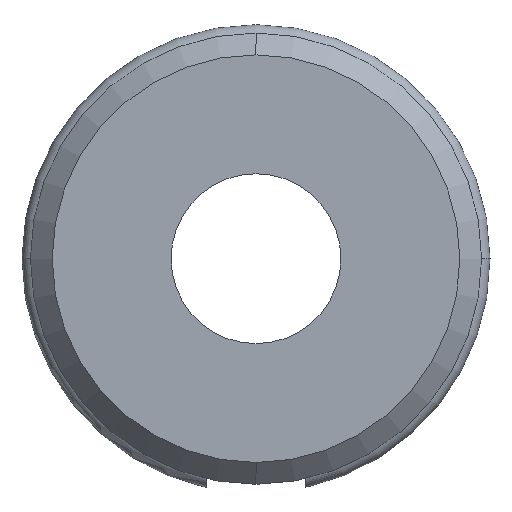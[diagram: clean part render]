
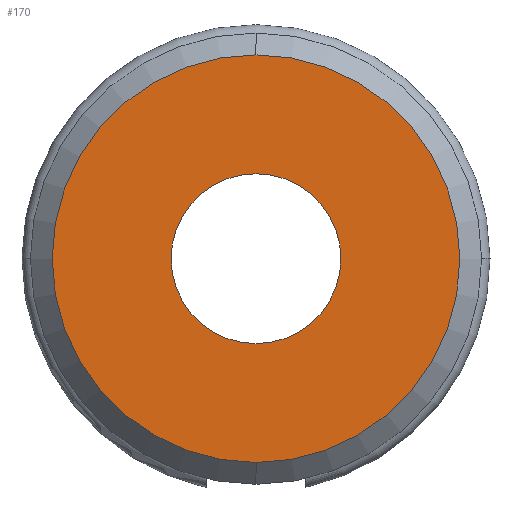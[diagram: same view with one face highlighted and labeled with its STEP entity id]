
A CAD part, left-side view. The second image highlights one B-rep face of the part: STEP entity #170.
In plain terms, the highlighted planar face has unit normal (-1, 0, 0).
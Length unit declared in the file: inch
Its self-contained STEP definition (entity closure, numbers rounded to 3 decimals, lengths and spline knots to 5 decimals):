
#21 = CARTESIAN_POINT ( 'NONE',  ( 0., 0., 0. ) ) ;
#28 = DIRECTION ( 'NONE',  ( -1., 0., 0. ) ) ;
#32 = VERTEX_POINT ( 'NONE', #112 ) ;
#99 = EDGE_CURVE ( 'NONE', #32, #950, #869, .T. ) ;
#107 = ORIENTED_EDGE ( 'NONE', *, *, #212, .F. ) ;
#109 = EDGE_CURVE ( 'NONE', #313, #985, #1023, .T. ) ;
#112 = CARTESIAN_POINT ( 'NONE',  ( 0., 0., -0.10625 ) ) ;
#124 = CARTESIAN_POINT ( 'NONE',  ( 0., 0., 0. ) ) ;
#139 = CARTESIAN_POINT ( 'NONE',  ( 0., 0., -0.255 ) ) ;
#170 = ADVANCED_FACE ( 'NONE', ( #435, #372 ), #453, .F. ) ;
#171 = ORIENTED_EDGE ( 'NONE', *, *, #235, .T. ) ;
#178 = DIRECTION ( 'NONE',  ( 0., 0., 1. ) ) ;
#200 = AXIS2_PLACEMENT_3D ( 'NONE', #21, #28, #589 ) ;
#212 = EDGE_CURVE ( 'NONE', #950, #32, #766, .T. ) ;
#235 = EDGE_CURVE ( 'NONE', #985, #313, #386, .T. ) ;
#268 = EDGE_LOOP ( 'NONE', ( #107, #622 ) ) ;
#273 = CARTESIAN_POINT ( 'NONE',  ( 0., 0., 0. ) ) ;
#281 = DIRECTION ( 'NONE',  ( 0., 0., -1. ) ) ;
#313 = VERTEX_POINT ( 'NONE', #139 ) ;
#321 = AXIS2_PLACEMENT_3D ( 'NONE', #124, #989, #684 ) ;
#352 = CARTESIAN_POINT ( 'NONE',  ( 0., 0., 0. ) ) ;
#359 = EDGE_LOOP ( 'NONE', ( #769, #171 ) ) ;
#364 = CARTESIAN_POINT ( 'NONE',  ( 0., 0.10625, 0. ) ) ;
#372 = FACE_OUTER_BOUND ( 'NONE', #359, .T. ) ;
#373 = DIRECTION ( 'NONE',  ( 1., 0., 0. ) ) ;
#386 = CIRCLE ( 'NONE', #321, 0.255 ) ;
#430 = CARTESIAN_POINT ( 'NONE',  ( 0., 0., 0.10625 ) ) ;
#435 = FACE_BOUND ( 'NONE', #268, .T. ) ;
#453 = PLANE ( 'NONE',  #457 ) ;
#457 = AXIS2_PLACEMENT_3D ( 'NONE', #364, #373, #281 ) ;
#519 = CARTESIAN_POINT ( 'NONE',  ( 0., 0., 0.255 ) ) ;
#589 = DIRECTION ( 'NONE',  ( 0., 0., 1. ) ) ;
#622 = ORIENTED_EDGE ( 'NONE', *, *, #99, .F. ) ;
#684 = DIRECTION ( 'NONE',  ( 0., 0., 1. ) ) ;
#766 = CIRCLE ( 'NONE', #843, 0.10625 ) ;
#769 = ORIENTED_EDGE ( 'NONE', *, *, #109, .T. ) ;
#826 = DIRECTION ( 'NONE',  ( -1., 0., 0. ) ) ;
#843 = AXIS2_PLACEMENT_3D ( 'NONE', #273, #826, #984 ) ;
#869 = CIRCLE ( 'NONE', #962, 0.10625 ) ;
#950 = VERTEX_POINT ( 'NONE', #430 ) ;
#962 = AXIS2_PLACEMENT_3D ( 'NONE', #352, #978, #178 ) ;
#978 = DIRECTION ( 'NONE',  ( -1., 0., 0. ) ) ;
#984 = DIRECTION ( 'NONE',  ( 0., 0., 1. ) ) ;
#985 = VERTEX_POINT ( 'NONE', #519 ) ;
#989 = DIRECTION ( 'NONE',  ( -1., 0., 0. ) ) ;
#1023 = CIRCLE ( 'NONE', #200, 0.255 ) ;
